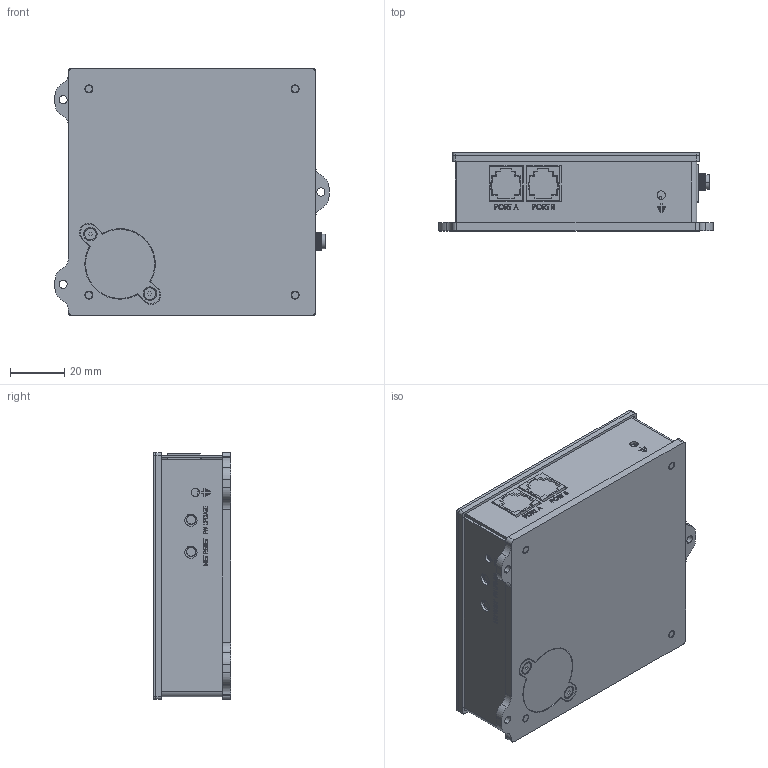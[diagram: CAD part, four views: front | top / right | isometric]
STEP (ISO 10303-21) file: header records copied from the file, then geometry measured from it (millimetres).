
FILE_DESCRIPTION (( 'STEP AP214' ), '1' );
FILE_NAME ('GroNode_HW05.STEP', '2019-11-19T18:52:00', ( '' ), ( '' ), 'SwSTEP 2.0', 'SolidWorks 2016', '' );
FILE_SCHEMA (( 'AUTOMOTIVE_DESIGN' ));
Length unit declared in the file: millimetre
Products named in the file (1): GroNode_HW05
Bounding box: 101 x 28.62 x 91 mm (x, y, z)
Surface area: 79374.7 mm2 (no closed solid volume)
Topology: 0 solids, 53 shells, 1197 faces, 5401 edges, 4110 vertices
Faces by surface type: plane 874, cylinder 164, bspline 140, cone 19
Entity records: 83345 total; most frequent: CARTESIAN_POINT 28326, ORIENTED_EDGE 8022, DIRECTION 7551, EDGE_CURVE 5391, VERTEX_POINT 4110, VECTOR 3835, LINE 3835, AXIS2_PLACEMENT_3D 1858
